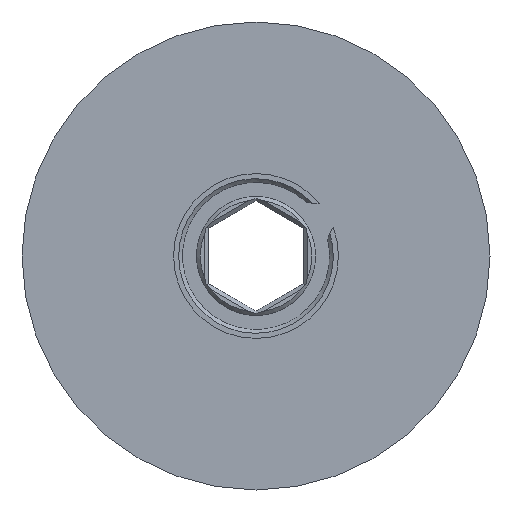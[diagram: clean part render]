
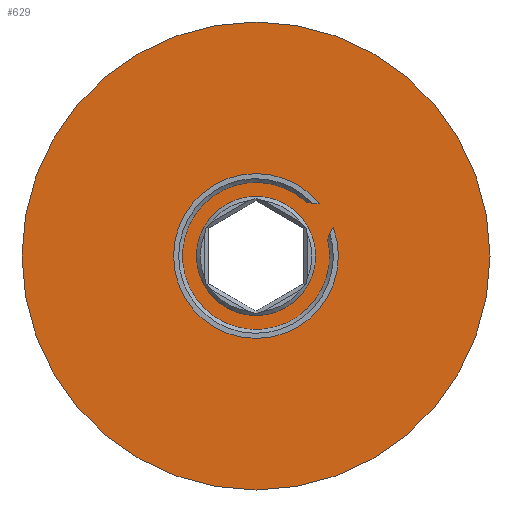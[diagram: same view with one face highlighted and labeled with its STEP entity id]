
A CAD part, left-side view. The second image highlights one B-rep face of the part: STEP entity #629.
In plain terms, the highlighted planar face has unit normal (-1, 0, 0).
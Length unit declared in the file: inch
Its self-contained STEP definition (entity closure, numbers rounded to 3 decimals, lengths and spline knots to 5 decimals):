
#16=FACE_BOUND('',#241,.T.);
#17=FACE_BOUND('',#242,.T.);
#47=PLANE('',#695);
#52=LINE('',#885,#110);
#97=LINE('',#1041,#155);
#100=LINE('',#1050,#158);
#102=LINE('',#1054,#160);
#110=VECTOR('',#714,0.3937);
#155=VECTOR('',#827,0.3937);
#158=VECTOR('',#836,0.3937);
#160=VECTOR('',#840,0.3937);
#203=FACE_OUTER_BOUND('',#240,.T.);
#240=EDGE_LOOP('',(#584));
#241=EDGE_LOOP('',(#585,#586,#587,#588,#589,#590));
#242=EDGE_LOOP('',(#591));
#245=CIRCLE('',#648,0.39307);
#254=CIRCLE('',#682,0.31807);
#256=CIRCLE('',#689,0.44031);
#258=CIRCLE('',#693,1.25);
#277=VERTEX_POINT('',#875);
#278=VERTEX_POINT('',#877);
#280=VERTEX_POINT('',#883);
#319=VERTEX_POINT('',#1033);
#321=VERTEX_POINT('',#1039);
#324=VERTEX_POINT('',#1049);
#325=VERTEX_POINT('',#1053);
#327=VERTEX_POINT('',#1063);
#333=EDGE_CURVE('',#278,#277,#245,.T.);
#337=EDGE_CURVE('',#280,#277,#52,.F.);
#400=EDGE_CURVE('',#319,#319,#254,.T.);
#403=EDGE_CURVE('',#280,#321,#97,.T.);
#407=EDGE_CURVE('',#278,#324,#100,.F.);
#409=EDGE_CURVE('',#325,#324,#102,.T.);
#411=EDGE_CURVE('',#321,#325,#256,.T.);
#415=EDGE_CURVE('',#327,#327,#258,.T.);
#584=ORIENTED_EDGE('',*,*,#415,.F.);
#585=ORIENTED_EDGE('',*,*,#409,.T.);
#586=ORIENTED_EDGE('',*,*,#407,.F.);
#587=ORIENTED_EDGE('',*,*,#333,.T.);
#588=ORIENTED_EDGE('',*,*,#337,.F.);
#589=ORIENTED_EDGE('',*,*,#403,.T.);
#590=ORIENTED_EDGE('',*,*,#411,.T.);
#591=ORIENTED_EDGE('',*,*,#400,.T.);
#629=ADVANCED_FACE('',(#203,#16,#17),#47,.F.);
#648=AXIS2_PLACEMENT_3D('',#878,#707,#708);
#682=AXIS2_PLACEMENT_3D('',#1035,#821,#822);
#689=AXIS2_PLACEMENT_3D('',#1057,#844,#845);
#693=AXIS2_PLACEMENT_3D('',#1065,#854,#855);
#695=AXIS2_PLACEMENT_3D('',#1067,#858,#859);
#707=DIRECTION('center_axis',(-1.,0.,0.));
#708=DIRECTION('ref_axis',(0.,1.,0.));
#714=DIRECTION('',(0.,-0.374,0.927));
#821=DIRECTION('center_axis',(1.,0.,0.));
#822=DIRECTION('ref_axis',(0.,1.,0.));
#827=DIRECTION('',(0.,-0.866,0.5));
#836=DIRECTION('',(0.,0.99,0.14));
#840=DIRECTION('',(0.,0.866,-0.5));
#844=DIRECTION('center_axis',(1.,0.,0.));
#845=DIRECTION('ref_axis',(0.,1.,0.));
#854=DIRECTION('center_axis',(1.,0.,0.));
#855=DIRECTION('ref_axis',(0.,1.,0.));
#858=DIRECTION('center_axis',(1.,0.,0.));
#859=DIRECTION('ref_axis',(0.,1.,0.));
#875=CARTESIAN_POINT('',(11.,0.61726,-11.91046));
#877=CARTESIAN_POINT('',(11.,0.73109,-11.71331));
#878=CARTESIAN_POINT('Origin',(11.,1.,-12.));
#883=CARTESIAN_POINT('',(11.,0.5937,-11.85203));
#885=CARTESIAN_POINT('',(11.,0.65366,-12.00073));
#1033=CARTESIAN_POINT('',(11.,0.68193,-12.));
#1035=CARTESIAN_POINT('Origin',(11.,1.,-12.));
#1039=CARTESIAN_POINT('',(11.,0.58675,-11.84801));
#1041=CARTESIAN_POINT('',(11.,0.77462,-11.95648));
#1049=CARTESIAN_POINT('',(11.,0.6687,-11.72212));
#1050=CARTESIAN_POINT('',(11.,0.82746,-11.69969));
#1053=CARTESIAN_POINT('',(11.,0.66175,-11.71811));
#1054=CARTESIAN_POINT('',(11.,0.87042,-11.83859));
#1057=CARTESIAN_POINT('Origin',(11.,1.,-12.));
#1063=CARTESIAN_POINT('',(11.,-0.25,-12.));
#1065=CARTESIAN_POINT('Origin',(11.,1.,-12.));
#1067=CARTESIAN_POINT('Origin',(11.,1.,-12.));
